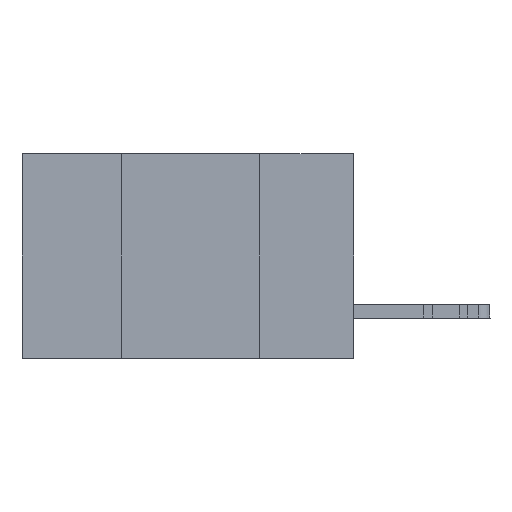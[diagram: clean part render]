
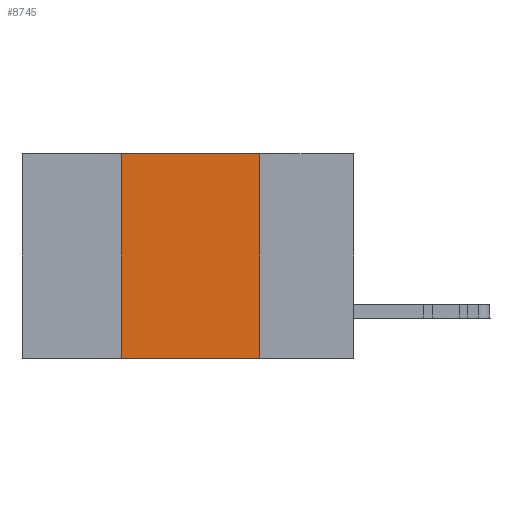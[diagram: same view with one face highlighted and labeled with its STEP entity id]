
A CAD part, left-side view. The second image highlights one B-rep face of the part: STEP entity #8745.
In plain terms, the highlighted planar face has unit normal (-1, 0, 0).
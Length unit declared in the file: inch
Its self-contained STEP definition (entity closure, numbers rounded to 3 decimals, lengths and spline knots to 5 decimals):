
#3176 = CARTESIAN_POINT ( 'NONE',  ( 0., 0.42, 0. ) ) ;
#5168 = VECTOR ( 'NONE', #8646, 39.37008 ) ;
#6634 = ORIENTED_EDGE ( 'NONE', *, *, #24033, .F. ) ;
#6733 = LINE ( 'NONE', #28218, #5168 ) ;
#7320 = LINE ( 'NONE', #28374, #26207 ) ;
#8253 = ORIENTED_EDGE ( 'NONE', *, *, #12734, .F. ) ;
#8646 = DIRECTION ( 'NONE',  ( 0., 0., -1. ) ) ;
#8745 = ADVANCED_FACE ( 'NONE', ( #21865 ), #33106, .F. ) ;
#9984 = VERTEX_POINT ( 'NONE', #15463 ) ;
#11553 = VERTEX_POINT ( 'NONE', #35596 ) ;
#11615 = ORIENTED_EDGE ( 'NONE', *, *, #21601, .F. ) ;
#12734 = EDGE_CURVE ( 'NONE', #9984, #15355, #28266, .T. ) ;
#13281 = VERTEX_POINT ( 'NONE', #34124 ) ;
#13306 = LINE ( 'NONE', #3176, #16446 ) ;
#15355 = VERTEX_POINT ( 'NONE', #32162 ) ;
#15463 = CARTESIAN_POINT ( 'NONE',  ( 0., 0.42, 0. ) ) ;
#16446 = VECTOR ( 'NONE', #27027, 39.37008 ) ;
#20036 = EDGE_CURVE ( 'NONE', #11553, #13281, #7320, .T. ) ;
#21601 = EDGE_CURVE ( 'NONE', #15355, #13281, #6733, .T. ) ;
#21865 = FACE_OUTER_BOUND ( 'NONE', #39985, .T. ) ;
#23382 = CARTESIAN_POINT ( 'NONE',  ( 0., 0.6, 0. ) ) ;
#24033 = EDGE_CURVE ( 'NONE', #11553, #9984, #13306, .T. ) ;
#26150 = DIRECTION ( 'NONE',  ( 0., -1., 0. ) ) ;
#26207 = VECTOR ( 'NONE', #34831, 39.37008 ) ;
#26433 = CARTESIAN_POINT ( 'NONE',  ( 0., 0.6, 0. ) ) ;
#27027 = DIRECTION ( 'NONE',  ( 0., 0., 1. ) ) ;
#27179 = VECTOR ( 'NONE', #26150, 39.37008 ) ;
#28218 = CARTESIAN_POINT ( 'NONE',  ( 0., 0.17, 0. ) ) ;
#28266 = LINE ( 'NONE', #26433, #27179 ) ;
#28374 = CARTESIAN_POINT ( 'NONE',  ( 0., 0.6, -0.37 ) ) ;
#32162 = CARTESIAN_POINT ( 'NONE',  ( 0., 0.17, 0. ) ) ;
#33106 = PLANE ( 'NONE',  #40949 ) ;
#34124 = CARTESIAN_POINT ( 'NONE',  ( 0., 0.17, -0.37 ) ) ;
#34831 = DIRECTION ( 'NONE',  ( 0., -1., 0. ) ) ;
#35596 = CARTESIAN_POINT ( 'NONE',  ( 0., 0.42, -0.37 ) ) ;
#36152 = ORIENTED_EDGE ( 'NONE', *, *, #20036, .T. ) ;
#39965 = DIRECTION ( 'NONE',  ( 1., 0., 0. ) ) ;
#39985 = EDGE_LOOP ( 'NONE', ( #11615, #8253, #6634, #36152 ) ) ;
#40102 = DIRECTION ( 'NONE',  ( 0., 0., -1. ) ) ;
#40949 = AXIS2_PLACEMENT_3D ( 'NONE', #23382, #39965, #40102 ) ;
